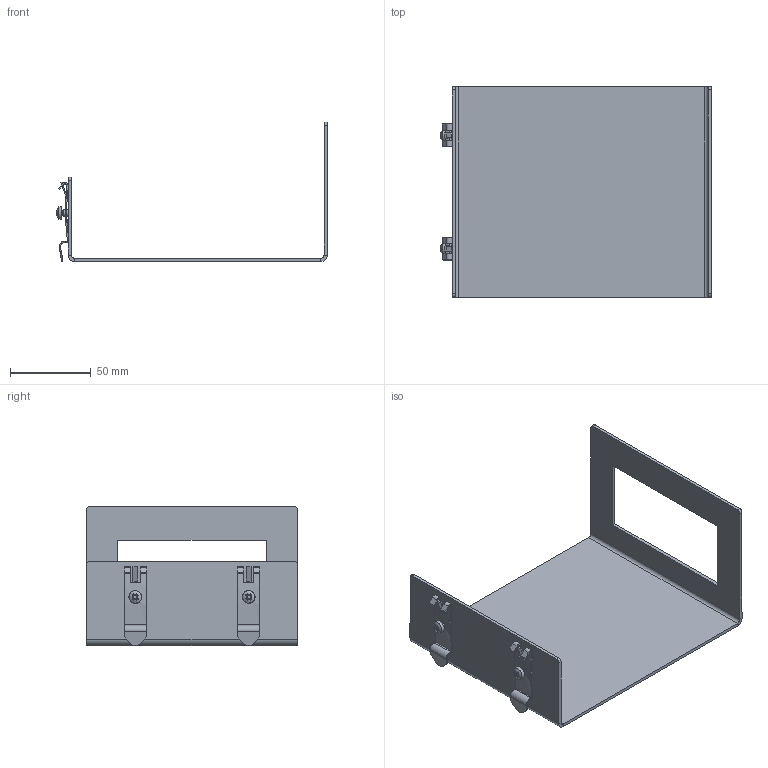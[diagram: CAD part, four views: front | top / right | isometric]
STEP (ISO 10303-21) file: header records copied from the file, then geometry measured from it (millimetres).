
FILE_DESCRIPTION(/* description */ (''),/* implementation_level */ '2;1');
FILE_NAME(/* name */ 'ipf_z3d_AC000035.stp',/* time_stamp */ '2018-09-19T10:58:30+02:00',/* author */ ('g.aydin'),/* organization */ (''),/* preprocessor_version */ 'ST-DEVELOPER v15.2',/* originating_system */ 'Autodesk Inventor 2014',/* authorisation */ '');
FILE_SCHEMA (('AUTOMOTIVE_DESIGN { 1 0 10303 214 3 1 1 }'));
Length unit declared in the file: millimetre
Products named in the file (4): ipf_z3d_AC000035; Lasche_AC000035; DIN 7985 (H) - M4x6-H
Bounding box: 167.12 x 130 x 86.12 mm (x, y, z)
Volume: 68980.1 mm3; surface area: 73390.3 mm2
Topology: 5 solids, 5 shells, 176 faces, 462 edges, 298 vertices
Faces by surface type: plane 104, cylinder 38, cone 30, sphere 2, torus 2
Full cylindrical faces by diameter (mm): 2.459 x2, 3.65 x2, 4 x4
Entity records: 3278 total; most frequent: CARTESIAN_POINT 654, DIRECTION 547, ORIENTED_EDGE 514, EDGE_CURVE 257, AXIS2_PLACEMENT_3D 199, VERTEX_POINT 170, LINE 149, VECTOR 149
